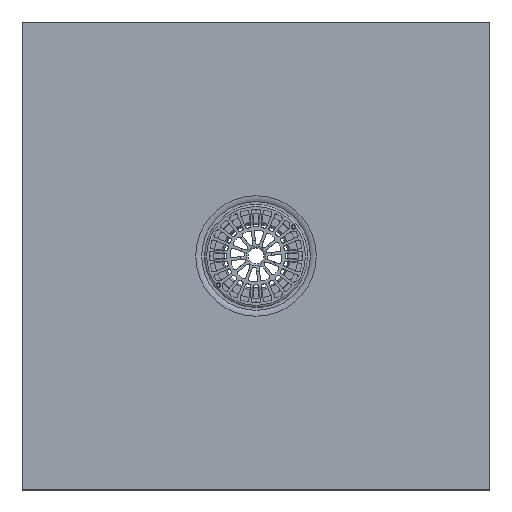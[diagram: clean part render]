
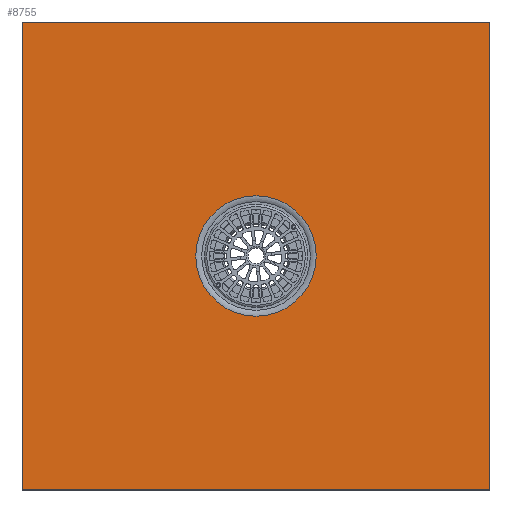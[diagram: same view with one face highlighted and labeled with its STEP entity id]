
A CAD part, top view. The second image highlights one B-rep face of the part: STEP entity #8755.
In plain terms, the highlighted planar face has unit normal (0, 0, 1).
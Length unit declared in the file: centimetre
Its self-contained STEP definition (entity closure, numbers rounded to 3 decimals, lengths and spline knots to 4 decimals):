
#606=LINE('',#14112,#1140);
#610=LINE('',#14119,#1144);
#613=LINE('',#14125,#1147);
#614=LINE('',#14127,#1148);
#1140=VECTOR('',#10808,1.);
#1144=VECTOR('',#10814,1.);
#1147=VECTOR('',#10819,1.);
#1148=VECTOR('',#10822,1.);
#1683=FACE_BOUND('',#2492,.T.);
#1773=PLANE('',#9411);
#1993=FACE_OUTER_BOUND('',#2491,.T.);
#2491=EDGE_LOOP('',(#6364,#6365,#6366,#6367));
#2492=EDGE_LOOP('',(#6368));
#3094=CIRCLE('',#9381,64.3137);
#3690=VERTEX_POINT('',#14063);
#3705=VERTEX_POINT('',#14109);
#3706=VERTEX_POINT('',#14111);
#3708=VERTEX_POINT('',#14117);
#3710=VERTEX_POINT('',#14123);
#4690=EDGE_CURVE('',#3690,#3690,#3094,.T.);
#4713=EDGE_CURVE('',#3705,#3706,#606,.T.);
#4717=EDGE_CURVE('',#3708,#3705,#610,.T.);
#4720=EDGE_CURVE('',#3710,#3708,#613,.T.);
#4721=EDGE_CURVE('',#3706,#3710,#614,.T.);
#6364=ORIENTED_EDGE('',*,*,#4713,.F.);
#6365=ORIENTED_EDGE('',*,*,#4717,.F.);
#6366=ORIENTED_EDGE('',*,*,#4720,.F.);
#6367=ORIENTED_EDGE('',*,*,#4721,.F.);
#6368=ORIENTED_EDGE('',*,*,#4690,.T.);
#8755=ADVANCED_FACE('',(#1993,#1683),#1773,.F.);
#9381=AXIS2_PLACEMENT_3D('',#14064,#10748,#10749);
#9411=AXIS2_PLACEMENT_3D('',#14126,#10820,#10821);
#10748=DIRECTION('center_axis',(0.,0.,-1.));
#10749=DIRECTION('ref_axis',(1.,0.,0.));
#10808=DIRECTION('',(0.,-1.,0.));
#10814=DIRECTION('',(1.,0.,0.));
#10819=DIRECTION('',(0.,1.,0.));
#10820=DIRECTION('center_axis',(0.,0.,-1.));
#10821=DIRECTION('ref_axis',(-1.,0.,0.));
#10822=DIRECTION('',(-1.,0.,0.));
#14063=CARTESIAN_POINT('',(1008.9395,184.3313,128.));
#14064=CARTESIAN_POINT('Origin',(1008.9395,248.645,128.));
#14109=CARTESIAN_POINT('',(1258.9395,498.645,128.));
#14111=CARTESIAN_POINT('',(1258.9395,-1.355,128.));
#14112=CARTESIAN_POINT('',(1258.9395,248.645,128.));
#14117=CARTESIAN_POINT('',(758.9395,498.645,128.));
#14119=CARTESIAN_POINT('',(1008.9395,498.645,128.));
#14123=CARTESIAN_POINT('',(758.9395,-1.355,128.));
#14125=CARTESIAN_POINT('',(758.9395,248.645,128.));
#14126=CARTESIAN_POINT('Origin',(1008.9395,248.645,128.));
#14127=CARTESIAN_POINT('',(1008.9395,-1.355,128.));
